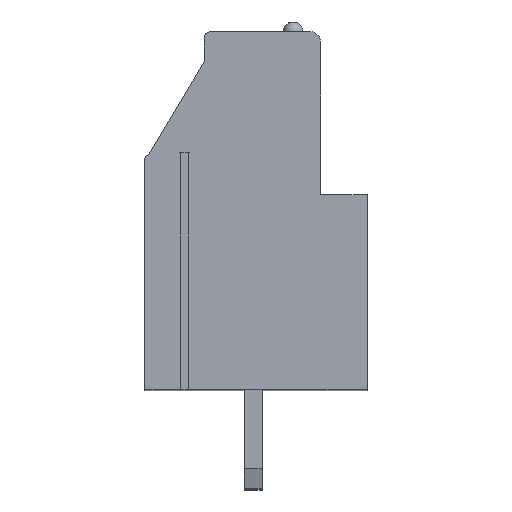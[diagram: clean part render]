
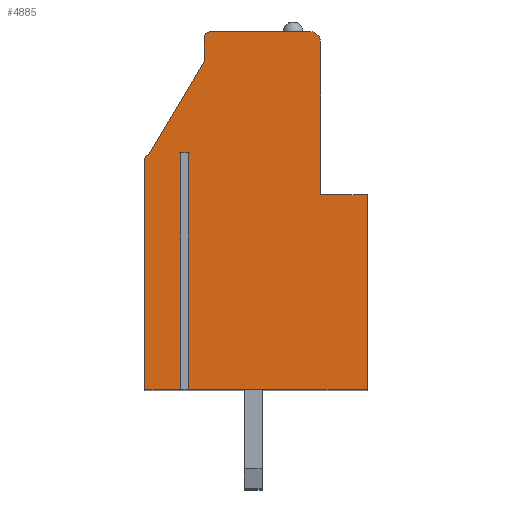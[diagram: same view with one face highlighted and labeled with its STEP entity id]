
A CAD part, top view. The second image highlights one B-rep face of the part: STEP entity #4885.
In plain terms, the highlighted planar face has unit normal (0, 0, 1).
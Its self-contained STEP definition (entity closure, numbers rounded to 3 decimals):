
#30=DIRECTION('',(-1.,0.,0.));
#31=VECTOR('',#30,0.38);
#32=CARTESIAN_POINT('',(-3.27,4.204,43.18));
#33=LINE('',#32,#31);
#34=DIRECTION('',(0.,1.,0.));
#35=VECTOR('',#34,11.9);
#36=CARTESIAN_POINT('',(-3.65,-7.696,43.18));
#37=LINE('',#36,#35);
#38=DIRECTION('',(1.,0.,0.));
#39=VECTOR('',#38,1.81);
#40=CARTESIAN_POINT('',(-5.46,-7.696,43.18));
#41=LINE('',#40,#39);
#42=DIRECTION('',(0.,-1.,0.));
#43=VECTOR('',#42,11.6);
#44=CARTESIAN_POINT('',(-5.46,3.904,43.18));
#45=LINE('',#44,#43);
#46=CARTESIAN_POINT('',(-5.26,3.904,43.18));
#47=DIRECTION('',(0.,0.,1.));
#48=DIRECTION('',(0.,1.,0.));
#49=AXIS2_PLACEMENT_3D('',#46,#47,#48);
#51=DIRECTION('',(-0.512,-0.859,0.));
#52=VECTOR('',#51,5.471);
#53=CARTESIAN_POINT('',(-2.46,8.804,43.18));
#54=LINE('',#53,#52);
#55=DIRECTION('',(0.,-1.,0.));
#56=VECTOR('',#55,1.2);
#57=CARTESIAN_POINT('',(-2.46,10.004,43.18));
#58=LINE('',#57,#56);
#59=CARTESIAN_POINT('',(-2.16,10.004,43.18));
#60=DIRECTION('',(0.,0.,1.));
#61=DIRECTION('',(0.,1.,0.));
#62=AXIS2_PLACEMENT_3D('',#59,#60,#61);
#64=DIRECTION('',(-1.,0.,0.));
#65=VECTOR('',#64,5.05);
#66=CARTESIAN_POINT('',(2.89,10.304,43.18));
#67=LINE('',#66,#65);
#68=CARTESIAN_POINT('',(2.89,9.804,43.18));
#69=DIRECTION('',(0.,0.,1.));
#70=DIRECTION('',(1.,0.,0.));
#71=AXIS2_PLACEMENT_3D('',#68,#69,#70);
#73=DIRECTION('',(0.,1.,0.));
#74=VECTOR('',#73,7.7);
#75=CARTESIAN_POINT('',(3.39,2.104,43.18));
#76=LINE('',#75,#74);
#77=DIRECTION('',(-1.,0.,0.));
#78=VECTOR('',#77,2.35);
#79=CARTESIAN_POINT('',(5.74,2.104,43.18));
#80=LINE('',#79,#78);
#81=DIRECTION('',(0.,1.,0.));
#82=VECTOR('',#81,9.8);
#83=CARTESIAN_POINT('',(5.74,-7.696,43.18));
#84=LINE('',#83,#82);
#85=DIRECTION('',(1.,0.,0.));
#86=VECTOR('',#85,9.01);
#87=CARTESIAN_POINT('',(-3.27,-7.696,43.18));
#88=LINE('',#87,#86);
#89=DIRECTION('',(0.,1.,0.));
#90=VECTOR('',#89,11.9);
#91=CARTESIAN_POINT('',(-3.27,-7.696,43.18));
#92=LINE('',#91,#90);
#3742=CARTESIAN_POINT('',(5.74,-7.696,43.18));
#3743=CARTESIAN_POINT('',(5.74,2.104,43.18));
#3744=VERTEX_POINT('',#3742);
#3745=VERTEX_POINT('',#3743);
#3746=CARTESIAN_POINT('',(3.39,2.104,43.18));
#3747=VERTEX_POINT('',#3746);
#3748=CARTESIAN_POINT('',(3.39,9.804,43.18));
#3749=VERTEX_POINT('',#3748);
#3750=CARTESIAN_POINT('',(2.89,10.304,43.18));
#3751=VERTEX_POINT('',#3750);
#3752=CARTESIAN_POINT('',(-2.16,10.304,43.18));
#3753=VERTEX_POINT('',#3752);
#3754=CARTESIAN_POINT('',(-2.46,10.004,43.18));
#3755=VERTEX_POINT('',#3754);
#3756=CARTESIAN_POINT('',(-2.46,8.804,43.18));
#3757=VERTEX_POINT('',#3756);
#3758=CARTESIAN_POINT('',(-5.26,4.104,43.18));
#3759=VERTEX_POINT('',#3758);
#3760=CARTESIAN_POINT('',(-5.46,3.904,43.18));
#3761=VERTEX_POINT('',#3760);
#3762=CARTESIAN_POINT('',(-5.46,-7.696,43.18));
#3763=VERTEX_POINT('',#3762);
#3844=CARTESIAN_POINT('',(-3.27,4.204,43.18));
#3845=CARTESIAN_POINT('',(-3.65,4.204,43.18));
#3846=VERTEX_POINT('',#3844);
#3847=VERTEX_POINT('',#3845);
#3848=CARTESIAN_POINT('',(-3.27,-7.696,43.18));
#3849=VERTEX_POINT('',#3848);
#3850=CARTESIAN_POINT('',(-3.65,-7.696,43.18));
#3851=VERTEX_POINT('',#3850);
#4848=CARTESIAN_POINT('',(0.,0.,43.18));
#4849=DIRECTION('',(0.,0.,1.));
#4850=DIRECTION('',(1.,0.,0.));
#4851=AXIS2_PLACEMENT_3D('',#4848,#4849,#4850);
#4852=PLANE('',#4851);
#4854=ORIENTED_EDGE('',*,*,#4853,.T.);
#4856=ORIENTED_EDGE('',*,*,#4855,.F.);
#4858=ORIENTED_EDGE('',*,*,#4857,.F.);
#4860=ORIENTED_EDGE('',*,*,#4859,.F.);
#4862=ORIENTED_EDGE('',*,*,#4861,.F.);
#4864=ORIENTED_EDGE('',*,*,#4863,.F.);
#4866=ORIENTED_EDGE('',*,*,#4865,.F.);
#4868=ORIENTED_EDGE('',*,*,#4867,.F.);
#4870=ORIENTED_EDGE('',*,*,#4869,.F.);
#4872=ORIENTED_EDGE('',*,*,#4871,.F.);
#4874=ORIENTED_EDGE('',*,*,#4873,.F.);
#4876=ORIENTED_EDGE('',*,*,#4875,.F.);
#4878=ORIENTED_EDGE('',*,*,#4877,.F.);
#4880=ORIENTED_EDGE('',*,*,#4879,.F.);
#4882=ORIENTED_EDGE('',*,*,#4881,.T.);
#4883=EDGE_LOOP('',(#4854,#4856,#4858,#4860,#4862,#4864,#4866,#4868,#4870,#4872,
#4874,#4876,#4878,#4880,#4882));
#4884=FACE_OUTER_BOUND('',#4883,.F.);
#50=CIRCLE('',#49,0.2);
#63=CIRCLE('',#62,0.3);
#72=CIRCLE('',#71,0.5);
#4853=EDGE_CURVE('',#3846,#3847,#33,.T.);
#4855=EDGE_CURVE('',#3851,#3847,#37,.T.);
#4857=EDGE_CURVE('',#3763,#3851,#41,.T.);
#4859=EDGE_CURVE('',#3761,#3763,#45,.T.);
#4861=EDGE_CURVE('',#3759,#3761,#50,.T.);
#4863=EDGE_CURVE('',#3757,#3759,#54,.T.);
#4865=EDGE_CURVE('',#3755,#3757,#58,.T.);
#4867=EDGE_CURVE('',#3753,#3755,#63,.T.);
#4869=EDGE_CURVE('',#3751,#3753,#67,.T.);
#4871=EDGE_CURVE('',#3749,#3751,#72,.T.);
#4873=EDGE_CURVE('',#3747,#3749,#76,.T.);
#4875=EDGE_CURVE('',#3745,#3747,#80,.T.);
#4877=EDGE_CURVE('',#3744,#3745,#84,.T.);
#4879=EDGE_CURVE('',#3849,#3744,#88,.T.);
#4881=EDGE_CURVE('',#3849,#3846,#92,.T.);
#4885=ADVANCED_FACE('',(#4884),#4852,.T.);
